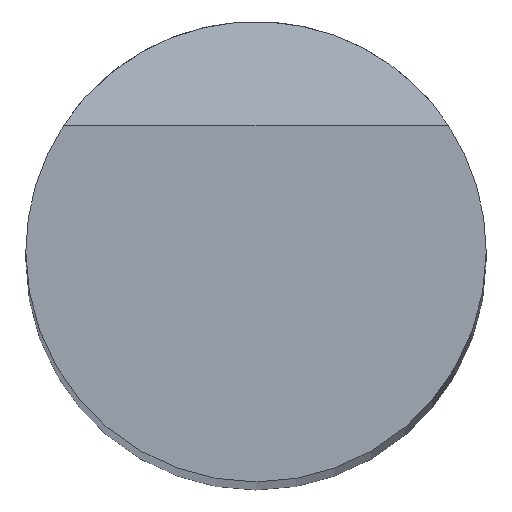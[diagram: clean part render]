
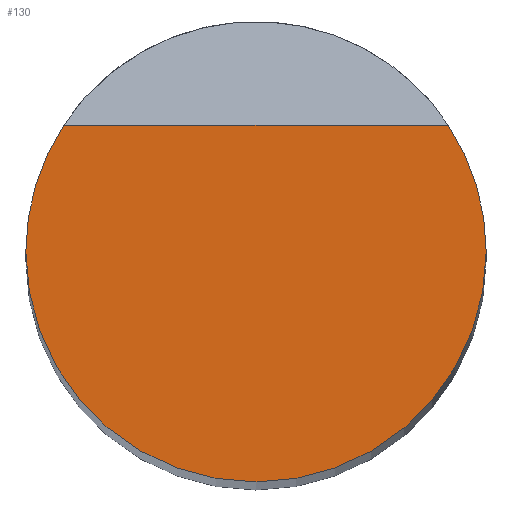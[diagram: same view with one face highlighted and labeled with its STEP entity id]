
A CAD part, top view. The second image highlights one B-rep face of the part: STEP entity #130.
In plain terms, the highlighted planar face has unit normal (0, 0, 1).
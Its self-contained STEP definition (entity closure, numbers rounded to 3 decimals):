
#130=ADVANCED_FACE('NONE',(#383),#384,.T.);
#383=FACE_OUTER_BOUND('',#725,.T.);
#384=PLANE('',#726);
#725=EDGE_LOOP('',(#1172,#1173,#1174,#1175));
#726=AXIS2_PLACEMENT_3D('',#1176,#1177,#1178);
#1172=ORIENTED_EDGE('',*,*,#1977,.F.);
#1173=ORIENTED_EDGE('',*,*,#1845,.T.);
#1174=ORIENTED_EDGE('',*,*,#1974,.T.);
#1175=ORIENTED_EDGE('',*,*,#1837,.T.);
#1176=CARTESIAN_POINT('',(0.0,0.0,501.839));
#1177=DIRECTION('',(0.0,0.0,1.0));
#1178=DIRECTION('',(1.0,-0.0,0.0));
#1837=EDGE_CURVE('NONE',#2143,#2144,#2145,.T.);
#1845=EDGE_CURVE('NONE',#2160,#2158,#2161,.T.);
#1974=EDGE_CURVE('NONE',#2158,#2143,#2416,.T.);
#1977=EDGE_CURVE('NONE',#2160,#2144,#2419,.T.);
#2143=VERTEX_POINT('NONE',#2585);
#2144=VERTEX_POINT('NONE',#2586);
#2145=CIRCLE('',#2587,25.0);
#2158=VERTEX_POINT('NONE',#2613);
#2160=VERTEX_POINT('NONE',#2616);
#2161=CIRCLE('',#2617,25.0);
#2416=CIRCLE('',#3566,25.0);
#2419=LINE('',#3569,#3570);
#2585=CARTESIAN_POINT('',(25.0,0.,501.839));
#2586=CARTESIAN_POINT('',(20.879,13.75,501.839));
#2587=AXIS2_PLACEMENT_3D('',#3800,#3801,#3802);
#2613=CARTESIAN_POINT('',(-25.0,0.0,501.839));
#2616=CARTESIAN_POINT('',(-20.879,13.75,501.839));
#2617=AXIS2_PLACEMENT_3D('',#3813,#3814,#3815);
#3566=AXIS2_PLACEMENT_3D('',#3880,#3881,#3882);
#3569=CARTESIAN_POINT('',(0.0,13.75,501.839));
#3570=VECTOR('',#3886,1000.0);
#3800=CARTESIAN_POINT('',(0.0,0.0,501.839));
#3801=DIRECTION('',(0.0,0.0,1.0));
#3802=DIRECTION('',(1.0,0.0,0.0));
#3813=CARTESIAN_POINT('',(0.0,0.0,501.839));
#3814=DIRECTION('',(0.0,0.0,1.0));
#3815=DIRECTION('',(1.0,0.0,0.0));
#3880=CARTESIAN_POINT('',(0.0,0.0,501.839));
#3881=DIRECTION('',(0.0,0.0,1.0));
#3882=DIRECTION('',(1.0,0.0,0.0));
#3886=DIRECTION('',(1.0,0.0,-0.0));
